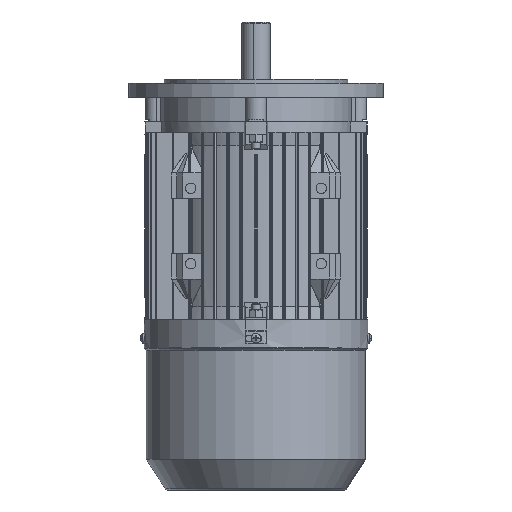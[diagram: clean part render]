
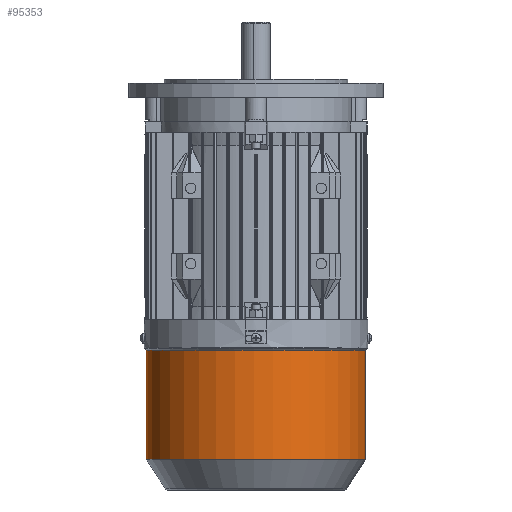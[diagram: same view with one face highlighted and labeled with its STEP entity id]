
A CAD part, front view. The second image highlights one B-rep face of the part: STEP entity #95353.
In plain terms, the highlighted cylindrical face has radius 107.5 mm (diameter 215 mm), a partial arc.
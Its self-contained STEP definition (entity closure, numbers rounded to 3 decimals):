
#690 = DIRECTION ( 'NONE',  ( 1., 0., 0. ) ) ;
#691 = VECTOR ( 'NONE', #690, 1000. ) ;
#693 = CARTESIAN_POINT ( 'NONE',  ( 2., 0., 107.5 ) ) ;
#696 = LINE ( 'NONE', #693, #691 ) ;
#698 = DIRECTION ( 'NONE',  ( 1., 0., 0. ) ) ;
#699 = VECTOR ( 'NONE', #698, 1000. ) ;
#702 = CARTESIAN_POINT ( 'NONE',  ( 2., 0., -107.5 ) ) ;
#703 = LINE ( 'NONE', #702, #699 ) ;
#706 = CARTESIAN_POINT ( 'NONE',  ( -135., 0., 107.5 ) ) ;
#708 = DIRECTION ( 'NONE',  ( 0., 0., -1. ) ) ;
#710 = DIRECTION ( 'NONE',  ( 1., 0., 0. ) ) ;
#712 = CARTESIAN_POINT ( 'NONE',  ( -135., 0., 0. ) ) ;
#713 = AXIS2_PLACEMENT_3D ( 'NONE', #712, #710, #708 ) ;
#715 = CIRCLE ( 'NONE', #713, 107.5 ) ;
#733 = CARTESIAN_POINT ( 'NONE',  ( -135., 0., -107.5 ) ) ;
#7600 = CARTESIAN_POINT ( 'NONE',  ( 2., 0., 0. ) ) ;
#7602 = AXIS2_PLACEMENT_3D ( 'NONE', #7600, #7751, #7749 ) ;
#7603 = CYLINDRICAL_SURFACE ( 'NONE', #7602, 107.5 ) ;
#7608 = FACE_OUTER_BOUND ( 'NONE', #95355, .T. ) ;
#7620 = CARTESIAN_POINT ( 'NONE',  ( -28., 0., 107.5 ) ) ;
#7622 = DIRECTION ( 'NONE',  ( 0., 0., -1. ) ) ;
#7624 = DIRECTION ( 'NONE',  ( 1., 0., 0. ) ) ;
#7626 = CARTESIAN_POINT ( 'NONE',  ( -28., 0., 0. ) ) ;
#7627 = AXIS2_PLACEMENT_3D ( 'NONE', #7626, #7624, #7622 ) ;
#7629 = CIRCLE ( 'NONE', #7627, 107.5 ) ;
#7635 = CARTESIAN_POINT ( 'NONE',  ( -28., 0., -107.5 ) ) ;
#7749 = DIRECTION ( 'NONE',  ( 0., 0., -1. ) ) ;
#7751 = DIRECTION ( 'NONE',  ( 1., 0., 0. ) ) ;
#92403 = VERTEX_POINT ( 'NONE', #733 ) ;
#92406 = EDGE_CURVE ( 'NONE', #92403, #92408, #715, .T. ) ;
#92408 = VERTEX_POINT ( 'NONE', #706 ) ;
#92413 = ORIENTED_EDGE ( 'NONE', *, *, #92415, .F. ) ;
#92415 = EDGE_CURVE ( 'NONE', #92403, #95343, #703, .T. ) ;
#92419 = EDGE_CURVE ( 'NONE', #92408, #95347, #696, .T. ) ;
#92420 = ORIENTED_EDGE ( 'NONE', *, *, #95345, .F. ) ;
#92457 = ORIENTED_EDGE ( 'NONE', *, *, #92419, .T. ) ;
#92458 = ORIENTED_EDGE ( 'NONE', *, *, #92406, .T. ) ;
#95343 = VERTEX_POINT ( 'NONE', #7635 ) ;
#95345 = EDGE_CURVE ( 'NONE', #95343, #95347, #7629, .T. ) ;
#95347 = VERTEX_POINT ( 'NONE', #7620 ) ;
#95353 = ADVANCED_FACE ( 'NONE', ( #7608 ), #7603, .T. ) ;
#95355 = EDGE_LOOP ( 'NONE', ( #92458, #92457, #92420, #92413 ) ) ;
